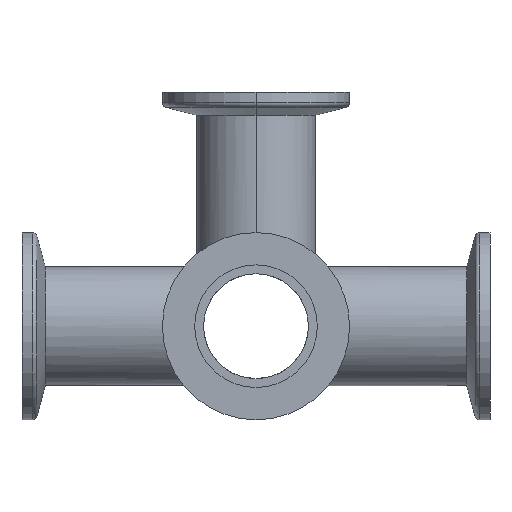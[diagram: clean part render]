
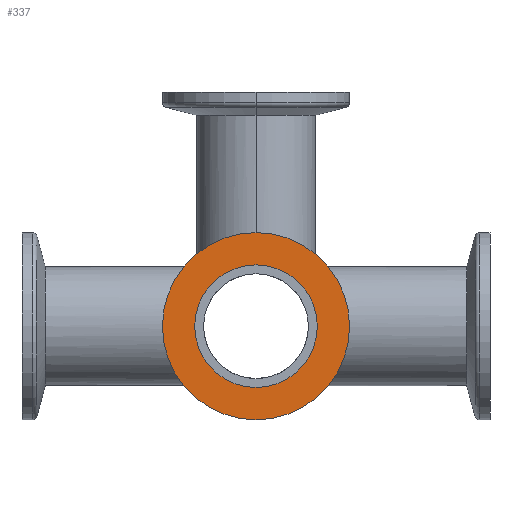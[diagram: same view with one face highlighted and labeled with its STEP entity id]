
A CAD part, left-side view. The second image highlights one B-rep face of the part: STEP entity #337.
In plain terms, the highlighted face is planar.
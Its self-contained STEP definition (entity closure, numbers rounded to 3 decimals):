
#41 = CARTESIAN_POINT ( 'NONE',  ( 0., 0., 0. ) ) ;
#58 = DIRECTION ( 'NONE',  ( 0., 0., 1. ) ) ;
#103 = DIRECTION ( 'NONE',  ( 0., -1., 0. ) ) ;
#117 = AXIS2_PLACEMENT_3D ( 'NONE', #304, #1061, #417 ) ;
#137 = CARTESIAN_POINT ( 'NONE',  ( 0., 0., 13.1 ) ) ;
#193 = CIRCLE ( 'NONE', #1199, 20. ) ;
#283 = VERTEX_POINT ( 'NONE', #408 ) ;
#304 = CARTESIAN_POINT ( 'NONE',  ( 0., 0., 0. ) ) ;
#328 = EDGE_CURVE ( 'NONE', #283, #982, #730, .T. ) ;
#334 = ORIENTED_EDGE ( 'NONE', *, *, #1334, .T. ) ;
#337 = ADVANCED_FACE ( 'NONE', ( #939, #1203 ), #1276, .T. ) ;
#339 = CARTESIAN_POINT ( 'NONE',  ( -13.1, 0., 0. ) ) ;
#360 = CARTESIAN_POINT ( 'NONE',  ( 0., 0., 0. ) ) ;
#367 = CARTESIAN_POINT ( 'NONE',  ( 0., 0., 20. ) ) ;
#391 = AXIS2_PLACEMENT_3D ( 'NONE', #339, #103, #1279 ) ;
#408 = CARTESIAN_POINT ( 'NONE',  ( 0., 0., -20. ) ) ;
#417 = DIRECTION ( 'NONE',  ( 0., 0., 1. ) ) ;
#534 = ORIENTED_EDGE ( 'NONE', *, *, #328, .F. ) ;
#656 = CIRCLE ( 'NONE', #117, 13.1 ) ;
#678 = DIRECTION ( 'NONE',  ( 0., 1., 0. ) ) ;
#694 = DIRECTION ( 'NONE',  ( 0., 0., 1. ) ) ;
#718 = VERTEX_POINT ( 'NONE', #137 ) ;
#730 = CIRCLE ( 'NONE', #1329, 20. ) ;
#733 = EDGE_CURVE ( 'NONE', #982, #283, #193, .T. ) ;
#740 = EDGE_CURVE ( 'NONE', #844, #718, #1284, .T. ) ;
#779 = ORIENTED_EDGE ( 'NONE', *, *, #740, .T. ) ;
#844 = VERTEX_POINT ( 'NONE', #1200 ) ;
#900 = CARTESIAN_POINT ( 'NONE',  ( 0., 0., 0. ) ) ;
#939 = FACE_BOUND ( 'NONE', #963, .T. ) ;
#963 = EDGE_LOOP ( 'NONE', ( #334, #779 ) ) ;
#982 = VERTEX_POINT ( 'NONE', #367 ) ;
#1013 = DIRECTION ( 'NONE',  ( 0., 1., 0. ) ) ;
#1061 = DIRECTION ( 'NONE',  ( 0., 1., 0. ) ) ;
#1105 = DIRECTION ( 'NONE',  ( 0., 0., 1. ) ) ;
#1187 = EDGE_LOOP ( 'NONE', ( #1331, #534 ) ) ;
#1199 = AXIS2_PLACEMENT_3D ( 'NONE', #900, #1013, #1105 ) ;
#1200 = CARTESIAN_POINT ( 'NONE',  ( 0., 0., -13.1 ) ) ;
#1203 = FACE_OUTER_BOUND ( 'NONE', #1187, .T. ) ;
#1276 = PLANE ( 'NONE',  #391 ) ;
#1277 = AXIS2_PLACEMENT_3D ( 'NONE', #41, #678, #694 ) ;
#1279 = DIRECTION ( 'NONE',  ( 0., 0., -1. ) ) ;
#1284 = CIRCLE ( 'NONE', #1277, 13.1 ) ;
#1307 = DIRECTION ( 'NONE',  ( 0., 1., 0. ) ) ;
#1329 = AXIS2_PLACEMENT_3D ( 'NONE', #360, #1307, #58 ) ;
#1331 = ORIENTED_EDGE ( 'NONE', *, *, #733, .F. ) ;
#1334 = EDGE_CURVE ( 'NONE', #718, #844, #656, .T. ) ;
